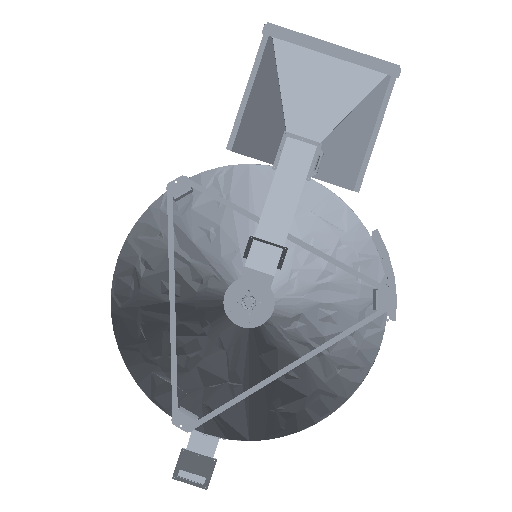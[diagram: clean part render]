
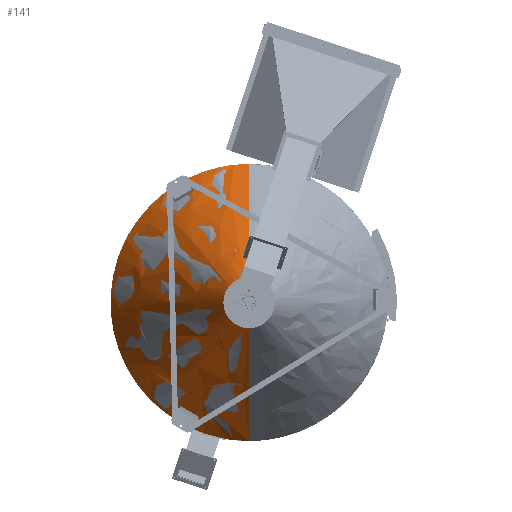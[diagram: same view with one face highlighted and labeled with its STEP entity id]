
A CAD part, front view. The second image highlights one B-rep face of the part: STEP entity #141.
In plain terms, the highlighted free-form (B-spline) face has degree [2, 1] with [5, 2] control points.
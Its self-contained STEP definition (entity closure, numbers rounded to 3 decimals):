
#70 = VERTEX_POINT('',#71);
#71 = CARTESIAN_POINT('',(1037.73,-137.96,
    2638.984));
#72 = VERTEX_POINT('',#73);
#73 = CARTESIAN_POINT('',(1037.73,-137.96,
    2155.186));
#81 = EDGE_CURVE('',#72,#82,#84,.T.);
#82 = VERTEX_POINT('',#83);
#83 = CARTESIAN_POINT('',(1037.73,1593.34,
    1093.518));
#84 = B_SPLINE_CURVE_WITH_KNOTS('',1,(#85,#86),.UNSPECIFIED.,.F.,.F.,(2,
    2),(0.,1511.214),.PIECEWISE_BEZIER_KNOTS.);
#85 = CARTESIAN_POINT('',(1037.73,-137.96,
    2155.186));
#86 = CARTESIAN_POINT('',(1037.73,1593.34,
    1093.518));
#89 = VERTEX_POINT('',#90);
#90 = CARTESIAN_POINT('',(1037.73,1593.34,
    3700.653));
#98 = EDGE_CURVE('',#70,#89,#99,.T.);
#99 = B_SPLINE_CURVE_WITH_KNOTS('',1,(#100,#101),.UNSPECIFIED.,.F.,.F.,(
    2,2),(0.,1511.214),.PIECEWISE_BEZIER_KNOTS.);
#100 = CARTESIAN_POINT('',(1037.73,-137.96,
    2638.984));
#101 = CARTESIAN_POINT('',(1037.73,1593.34,
    3700.653));
#129 = EDGE_CURVE('',#82,#89,#130,.T.);
#130 = ( BOUNDED_CURVE() B_SPLINE_CURVE(2,(#131,#132,#133,#134,#135),
.UNSPECIFIED.,.F.,.F.) B_SPLINE_CURVE_WITH_KNOTS((3,2,3),(3.142,
4.712,6.283),.PIECEWISE_BEZIER_KNOTS.) CURVE() 
GEOMETRIC_REPRESENTATION_ITEM() RATIONAL_B_SPLINE_CURVE((1.,
0.707,1.,0.707,1.)) REPRESENTATION_ITEM('') );
#131 = CARTESIAN_POINT('',(1037.73,1593.34,
    1093.518));
#132 = CARTESIAN_POINT('',(-265.837,1593.34,
    1093.518));
#133 = CARTESIAN_POINT('',(-265.837,1593.34,
    2397.085));
#134 = CARTESIAN_POINT('',(-265.837,1593.34,
    3700.653));
#135 = CARTESIAN_POINT('',(1037.73,1593.34,
    3700.653));
#141 = ADVANCED_FACE('',(#142),#155,.T.);
#142 = FACE_BOUND('',#143,.T.);
#143 = EDGE_LOOP('',(#144,#145,#153,#154));
#144 = ORIENTED_EDGE('',*,*,#81,.F.);
#145 = ORIENTED_EDGE('',*,*,#146,.T.);
#146 = EDGE_CURVE('',#72,#70,#147,.T.);
#147 = ( BOUNDED_CURVE() B_SPLINE_CURVE(2,(#148,#149,#150,#151,#152),
.UNSPECIFIED.,.F.,.F.) B_SPLINE_CURVE_WITH_KNOTS((3,2,3),(3.142,
4.712,6.283),.PIECEWISE_BEZIER_KNOTS.) CURVE() 
GEOMETRIC_REPRESENTATION_ITEM() RATIONAL_B_SPLINE_CURVE((1.,
0.707,1.,0.707,1.)) REPRESENTATION_ITEM('') );
#148 = CARTESIAN_POINT('',(1037.73,-137.96,
    2155.186));
#149 = CARTESIAN_POINT('',(795.831,-137.96,
    2155.186));
#150 = CARTESIAN_POINT('',(795.831,-137.96,
    2397.085));
#151 = CARTESIAN_POINT('',(795.831,-137.96,
    2638.984));
#152 = CARTESIAN_POINT('',(1037.73,-137.96,
    2638.984));
#153 = ORIENTED_EDGE('',*,*,#98,.T.);
#154 = ORIENTED_EDGE('',*,*,#129,.F.);
#155 = ( BOUNDED_SURFACE() B_SPLINE_SURFACE(2,1,(
    (#156,#157)
    ,(#158,#159)
    ,(#160,#161)
    ,(#162,#163)
,(#164,#165
    )),.UNSPECIFIED.,.F.,.F.,.F.) B_SPLINE_SURFACE_WITH_KNOTS((3,2,3),(2
    ,2),(3.142,4.712,6.283),(0.,
    1511.214),.PIECEWISE_BEZIER_KNOTS.) 
GEOMETRIC_REPRESENTATION_ITEM() RATIONAL_B_SPLINE_SURFACE((
    (1.,1.)
    ,(0.707,0.707)
    ,(1.,1.)
    ,(0.707,0.707)
,(1.,1.))) REPRESENTATION_ITEM('') SURFACE() );
#156 = CARTESIAN_POINT('',(1037.73,-137.96,
    2155.186));
#157 = CARTESIAN_POINT('',(1037.73,1593.34,
    1093.518));
#158 = CARTESIAN_POINT('',(795.831,-137.96,
    2155.186));
#159 = CARTESIAN_POINT('',(-265.837,1593.34,
    1093.518));
#160 = CARTESIAN_POINT('',(795.831,-137.96,
    2397.085));
#161 = CARTESIAN_POINT('',(-265.837,1593.34,
    2397.085));
#162 = CARTESIAN_POINT('',(795.831,-137.96,
    2638.984));
#163 = CARTESIAN_POINT('',(-265.837,1593.34,
    3700.653));
#164 = CARTESIAN_POINT('',(1037.73,-137.96,
    2638.984));
#165 = CARTESIAN_POINT('',(1037.73,1593.34,
    3700.653));
